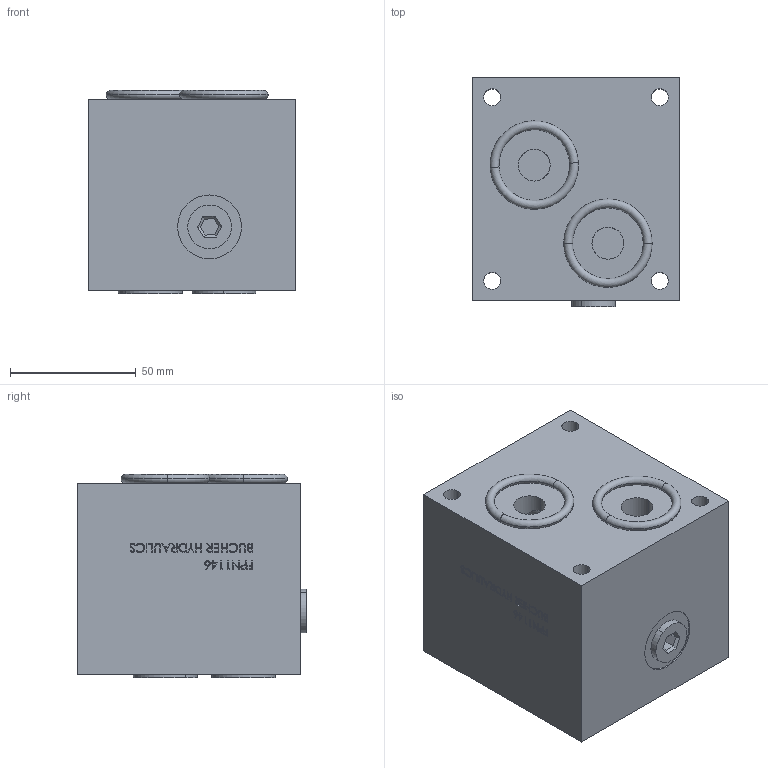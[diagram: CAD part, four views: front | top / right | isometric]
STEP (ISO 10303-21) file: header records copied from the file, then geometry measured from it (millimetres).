
FILE_DESCRIPTION (( 'STEP AP203' ), '1' );
FILE_NAME ('51024491146.STEP', '2024-09-12T11:16:54', ( '' ), ( '' ), 'SwSTEP 2.0', 'SolidWorks 2023', '' );
FILE_SCHEMA (( 'CONFIG_CONTROL_DESIGN' ));
Length unit declared in the file: inch
Products named in the file (1): 51024491146
Bounding box: 82.55 x 91.19 x 80.87 mm (x, y, z)
Volume: 499614.5 mm3; surface area: 72499.4 mm2
Topology: 9 solids, 9 shells, 582 faces, 1494 edges, 960 vertices
Faces by surface type: plane 304, bspline 103, cylinder 92, cone 63, torus 20
Entity records: 25058 total; most frequent: CARTESIAN_POINT 11611, ORIENTED_EDGE 2956, DIRECTION 2349, EDGE_CURVE 1478, VERTEX_POINT 960, VECTOR 953, LINE 953, AXIS2_PLACEMENT_3D 698
